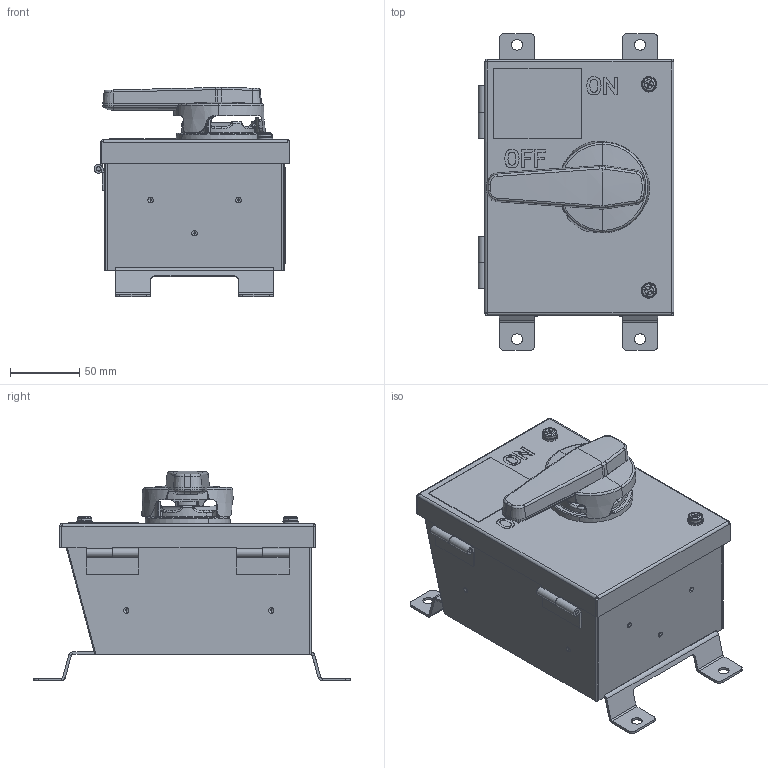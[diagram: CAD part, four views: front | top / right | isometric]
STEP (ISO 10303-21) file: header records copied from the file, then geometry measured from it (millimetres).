
FILE_DESCRIPTION (( 'STEP AP214' ), '1' );
FILE_NAME ('CATSTD-0MDS3-0ST-M01.STEP', '2020-12-29T16:15:16', ( '' ), ( '' ), 'SwSTEP 2.0', 'SolidWorks 2020', '' );
FILE_SCHEMA (( 'AUTOMOTIVE_DESIGN' ));
Length unit declared in the file: inch
Products named in the file (1): CATSTD-0MDS3-0ST-M01
Bounding box: 141.35 x 228.73 x 151.37 mm (x, y, z)
Surface area: 190734 mm2 (no closed solid volume)
Topology: 0 solids, 18 shells, 518 faces, 1665 edges, 1136 vertices
Faces by surface type: plane 226, bspline 85, cylinder 78, torus 71, cone 38, sphere 20
Entity records: 30087 total; most frequent: CARTESIAN_POINT 9971, ORIENTED_EDGE 2689, DIRECTION 2534, EDGE_CURVE 1653, VERTEX_POINT 1136, AXIS2_PLACEMENT_3D 922, VECTOR 690, LINE 690
